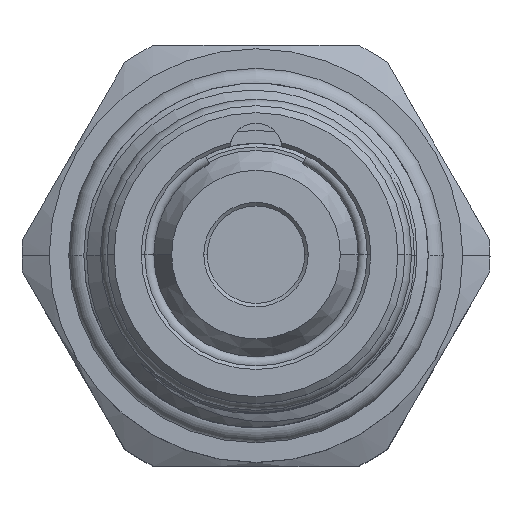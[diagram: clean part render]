
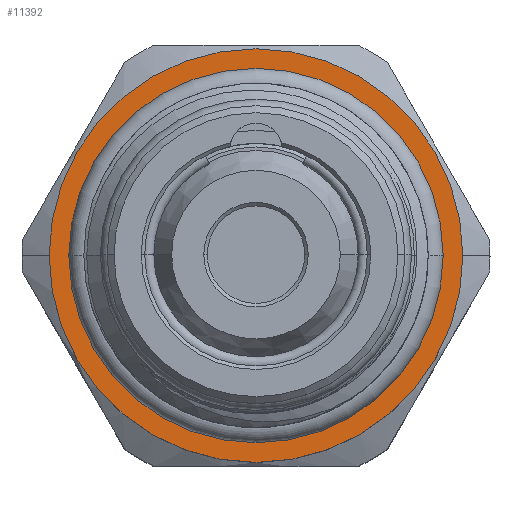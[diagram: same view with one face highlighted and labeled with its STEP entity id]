
A CAD part, top view. The second image highlights one B-rep face of the part: STEP entity #11392.
In plain terms, the highlighted planar face has unit normal (0, 0, 1).
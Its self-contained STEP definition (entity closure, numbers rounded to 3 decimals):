
#71 = DIRECTION ( 'NONE',  ( 0., 0., 1. ) ) ;
#116 = CARTESIAN_POINT ( 'NONE',  ( 0., 0., -30.5 ) ) ;
#330 = DIRECTION ( 'NONE',  ( 1., 0., 0. ) ) ;
#858 = ORIENTED_EDGE ( 'NONE', *, *, #7338, .T. ) ;
#914 = ORIENTED_EDGE ( 'NONE', *, *, #7243, .F. ) ;
#943 = ORIENTED_EDGE ( 'NONE', *, *, #7464, .F. ) ;
#978 = EDGE_LOOP ( 'NONE', ( #914, #943 ) ) ;
#1075 = ORIENTED_EDGE ( 'NONE', *, *, #7850, .T. ) ;
#1331 = CIRCLE ( 'NONE', #9556, 9.71 ) ;
#3525 = VERTEX_POINT ( 'NONE', #8918 ) ;
#4379 = VERTEX_POINT ( 'NONE', #8721 ) ;
#4480 = VERTEX_POINT ( 'NONE', #8822 ) ;
#4685 = VERTEX_POINT ( 'NONE', #8979 ) ;
#4917 = DIRECTION ( 'NONE',  ( 0., 0., 1. ) ) ;
#4920 = CARTESIAN_POINT ( 'NONE',  ( 0., 0., -30.5 ) ) ;
#4922 = DIRECTION ( 'NONE',  ( 1., 0., 0. ) ) ;
#5005 = DIRECTION ( 'NONE',  ( 0., 0., 1. ) ) ;
#5435 = DIRECTION ( 'NONE',  ( 1., 0., 0. ) ) ;
#5773 = CARTESIAN_POINT ( 'NONE',  ( 0., 0., -30.5 ) ) ;
#7243 = EDGE_CURVE ( 'NONE', #4379, #4480, #9235, .T. ) ;
#7338 = EDGE_CURVE ( 'NONE', #3525, #4685, #9299, .T. ) ;
#7464 = EDGE_CURVE ( 'NONE', #4480, #4379, #1331, .T. ) ;
#7850 = EDGE_CURVE ( 'NONE', #4685, #3525, #11648, .T. ) ;
#7903 = AXIS2_PLACEMENT_3D ( 'NONE', #8700, #9187, #8941 ) ;
#8519 = AXIS2_PLACEMENT_3D ( 'NONE', #116, #71, #330 ) ;
#8700 = CARTESIAN_POINT ( 'NONE',  ( 0., 0., -30.5 ) ) ;
#8721 = CARTESIAN_POINT ( 'NONE',  ( 9.71, 0., -30.5 ) ) ;
#8822 = CARTESIAN_POINT ( 'NONE',  ( -9.71, 0., -30.5 ) ) ;
#8918 = CARTESIAN_POINT ( 'NONE',  ( -11.8, 0., -30.5 ) ) ;
#8941 = DIRECTION ( 'NONE',  ( 1., 0., 0. ) ) ;
#8979 = CARTESIAN_POINT ( 'NONE',  ( 11.8, 0., -30.5 ) ) ;
#9187 = DIRECTION ( 'NONE',  ( 0., 0., 1. ) ) ;
#9235 = CIRCLE ( 'NONE', #7903, 9.71 ) ;
#9299 = CIRCLE ( 'NONE', #9517, 11.8 ) ;
#9444 = EDGE_LOOP ( 'NONE', ( #1075, #858 ) ) ;
#9517 = AXIS2_PLACEMENT_3D ( 'NONE', #5773, #5005, #5435 ) ;
#9556 = AXIS2_PLACEMENT_3D ( 'NONE', #4920, #4917, #4922 ) ;
#10051 = CARTESIAN_POINT ( 'NONE',  ( -9.71, 0., -30.5 ) ) ;
#10057 = PLANE ( 'NONE',  #11317 ) ;
#10059 = DIRECTION ( 'NONE',  ( 0., 0., -1. ) ) ;
#10060 = DIRECTION ( 'NONE',  ( -1., 0., 0. ) ) ;
#11317 = AXIS2_PLACEMENT_3D ( 'NONE', #10051, #10059, #10060 ) ;
#11392 = ADVANCED_FACE ( 'NONE', ( #11979, #11970 ), #10057, .F. ) ;
#11648 = CIRCLE ( 'NONE', #8519, 11.8 ) ;
#11970 = FACE_OUTER_BOUND ( 'NONE', #9444, .T. ) ;
#11979 = FACE_BOUND ( 'NONE', #978, .T. ) ;
